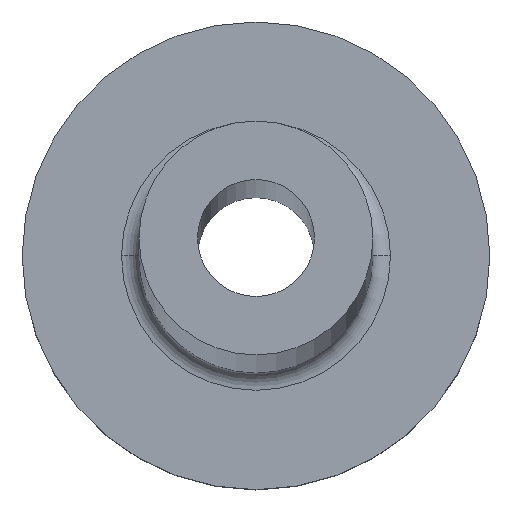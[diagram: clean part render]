
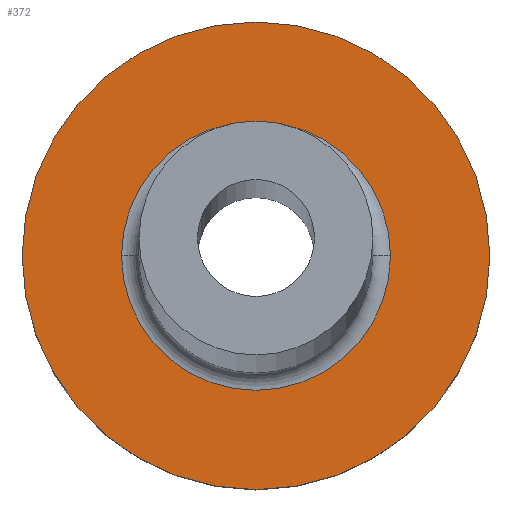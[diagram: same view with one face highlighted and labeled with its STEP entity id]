
A CAD part, top view. The second image highlights one B-rep face of the part: STEP entity #372.
In plain terms, the highlighted planar face has unit normal (0, 0, 1).
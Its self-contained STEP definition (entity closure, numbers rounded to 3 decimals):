
#4 = CARTESIAN_POINT ( 'NONE',  ( 4., 0., 3. ) ) ;
#8 = AXIS2_PLACEMENT_3D ( 'NONE', #322, #49, #138 ) ;
#9 = CARTESIAN_POINT ( 'NONE',  ( 0., 0., 3. ) ) ;
#10 = ORIENTED_EDGE ( 'NONE', *, *, #27, .T. ) ;
#11 = VERTEX_POINT ( 'NONE', #168 ) ;
#26 = DIRECTION ( 'NONE',  ( 0., 0., -1. ) ) ;
#27 = EDGE_CURVE ( 'NONE', #103, #251, #129, .T. ) ;
#49 = DIRECTION ( 'NONE',  ( 0., 0., 1. ) ) ;
#56 = DIRECTION ( 'NONE',  ( 0., 0., -1. ) ) ;
#58 = DIRECTION ( 'NONE',  ( 1., 0., 0. ) ) ;
#61 = AXIS2_PLACEMENT_3D ( 'NONE', #9, #363, #71 ) ;
#68 = AXIS2_PLACEMENT_3D ( 'NONE', #203, #325, #58 ) ;
#71 = DIRECTION ( 'NONE',  ( 1., 0., 0. ) ) ;
#72 = ORIENTED_EDGE ( 'NONE', *, *, #208, .T. ) ;
#74 = CARTESIAN_POINT ( 'NONE',  ( -2.3, 0., 3. ) ) ;
#88 = CARTESIAN_POINT ( 'NONE',  ( -4., 0., 3. ) ) ;
#97 = DIRECTION ( 'NONE',  ( 1., 0., 0. ) ) ;
#103 = VERTEX_POINT ( 'NONE', #4 ) ;
#120 = DIRECTION ( 'NONE',  ( 1., 0., 0. ) ) ;
#123 = AXIS2_PLACEMENT_3D ( 'NONE', #234, #26, #97 ) ;
#124 = EDGE_CURVE ( 'NONE', #11, #282, #162, .T. ) ;
#129 = CIRCLE ( 'NONE', #8, 4. ) ;
#138 = DIRECTION ( 'NONE',  ( 1., 0., 0. ) ) ;
#158 = FACE_OUTER_BOUND ( 'NONE', #331, .T. ) ;
#162 = CIRCLE ( 'NONE', #306, 2.3 ) ;
#168 = CARTESIAN_POINT ( 'NONE',  ( 2.3, 0., 3. ) ) ;
#175 = EDGE_CURVE ( 'NONE', #282, #11, #273, .T. ) ;
#184 = FACE_BOUND ( 'NONE', #189, .T. ) ;
#189 = EDGE_LOOP ( 'NONE', ( #275, #371 ) ) ;
#203 = CARTESIAN_POINT ( 'NONE',  ( 0., 0., 3. ) ) ;
#208 = EDGE_CURVE ( 'NONE', #251, #103, #360, .T. ) ;
#210 = CARTESIAN_POINT ( 'NONE',  ( 0., 0., 3. ) ) ;
#218 = PLANE ( 'NONE',  #61 ) ;
#234 = CARTESIAN_POINT ( 'NONE',  ( 0., 0., 3. ) ) ;
#251 = VERTEX_POINT ( 'NONE', #88 ) ;
#273 = CIRCLE ( 'NONE', #123, 2.3 ) ;
#275 = ORIENTED_EDGE ( 'NONE', *, *, #124, .T. ) ;
#282 = VERTEX_POINT ( 'NONE', #74 ) ;
#306 = AXIS2_PLACEMENT_3D ( 'NONE', #210, #56, #120 ) ;
#322 = CARTESIAN_POINT ( 'NONE',  ( 0., 0., 3. ) ) ;
#325 = DIRECTION ( 'NONE',  ( 0., 0., 1. ) ) ;
#331 = EDGE_LOOP ( 'NONE', ( #72, #10 ) ) ;
#360 = CIRCLE ( 'NONE', #68, 4. ) ;
#363 = DIRECTION ( 'NONE',  ( 0., 0., 1. ) ) ;
#371 = ORIENTED_EDGE ( 'NONE', *, *, #175, .T. ) ;
#372 = ADVANCED_FACE ( 'NONE', ( #184, #158 ), #218, .T. ) ;
